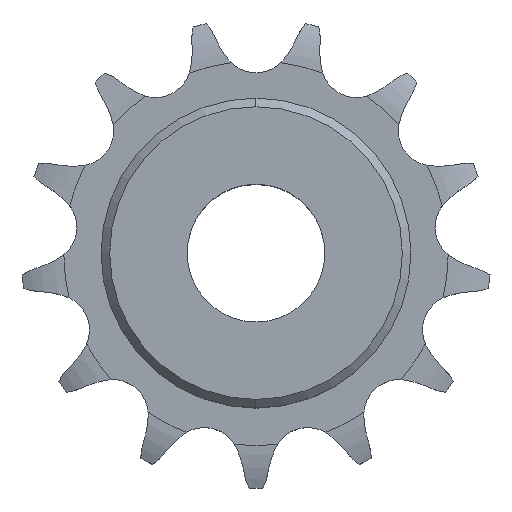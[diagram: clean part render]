
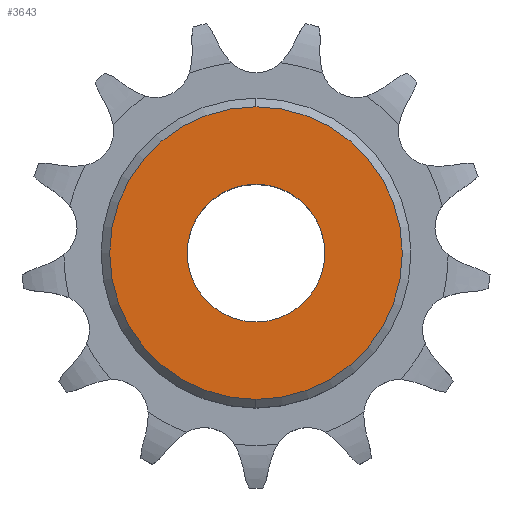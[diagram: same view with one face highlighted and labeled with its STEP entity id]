
A CAD part, top view. The second image highlights one B-rep face of the part: STEP entity #3643.
In plain terms, the highlighted planar face has unit normal (0, 0, 1).
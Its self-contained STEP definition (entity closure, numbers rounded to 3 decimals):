
#167 = DIRECTION ( 'NONE',  ( 0., 0., 1. ) ) ;
#191 = CARTESIAN_POINT ( 'NONE',  ( 0., -8.5, 8.7 ) ) ;
#226 = CIRCLE ( 'NONE', #3758, 8.5 ) ;
#357 = VERTEX_POINT ( 'NONE', #2266 ) ;
#396 = DIRECTION ( 'NONE',  ( 0., 0., 1. ) ) ;
#424 = CARTESIAN_POINT ( 'NONE',  ( 0., 8.5, 8.7 ) ) ;
#441 = DIRECTION ( 'NONE',  ( 1., 0., 0. ) ) ;
#616 = EDGE_LOOP ( 'NONE', ( #1730, #1734 ) ) ;
#807 = PLANE ( 'NONE',  #1600 ) ;
#977 = DIRECTION ( 'NONE',  ( 0., 1., 0. ) ) ;
#1031 = AXIS2_PLACEMENT_3D ( 'NONE', #4069, #1259, #977 ) ;
#1165 = EDGE_CURVE ( 'NONE', #2498, #1623, #226, .T. ) ;
#1259 = DIRECTION ( 'NONE',  ( 0., 0., -1. ) ) ;
#1294 = EDGE_CURVE ( 'NONE', #357, #2134, #2683, .T. ) ;
#1510 = ORIENTED_EDGE ( 'NONE', *, *, #3486, .F. ) ;
#1548 = ORIENTED_EDGE ( 'NONE', *, *, #1294, .F. ) ;
#1600 = AXIS2_PLACEMENT_3D ( 'NONE', #4002, #396, #3299 ) ;
#1623 = VERTEX_POINT ( 'NONE', #191 ) ;
#1730 = ORIENTED_EDGE ( 'NONE', *, *, #1165, .F. ) ;
#1734 = ORIENTED_EDGE ( 'NONE', *, *, #5023, .F. ) ;
#1789 = DIRECTION ( 'NONE',  ( 1., 0., 0. ) ) ;
#1997 = CARTESIAN_POINT ( 'NONE',  ( 0., 0., 8.7 ) ) ;
#2134 = VERTEX_POINT ( 'NONE', #3901 ) ;
#2180 = CARTESIAN_POINT ( 'NONE',  ( 0., 0., 8.7 ) ) ;
#2266 = CARTESIAN_POINT ( 'NONE',  ( 4., 0., 8.7 ) ) ;
#2289 = AXIS2_PLACEMENT_3D ( 'NONE', #2180, #167, #1789 ) ;
#2498 = VERTEX_POINT ( 'NONE', #424 ) ;
#2539 = CIRCLE ( 'NONE', #1031, 8.5 ) ;
#2683 = CIRCLE ( 'NONE', #3677, 4. ) ;
#3290 = DIRECTION ( 'NONE',  ( 0., 0., 1. ) ) ;
#3299 = DIRECTION ( 'NONE',  ( 0., -1., 0. ) ) ;
#3486 = EDGE_CURVE ( 'NONE', #2134, #357, #3612, .T. ) ;
#3612 = CIRCLE ( 'NONE', #2289, 4. ) ;
#3643 = ADVANCED_FACE ( 'NONE', ( #4677, #4119 ), #807, .T. ) ;
#3677 = AXIS2_PLACEMENT_3D ( 'NONE', #1997, #3290, #441 ) ;
#3758 = AXIS2_PLACEMENT_3D ( 'NONE', #3921, #4763, #5149 ) ;
#3860 = EDGE_LOOP ( 'NONE', ( #1510, #1548 ) ) ;
#3901 = CARTESIAN_POINT ( 'NONE',  ( -4., 0., 8.7 ) ) ;
#3921 = CARTESIAN_POINT ( 'NONE',  ( 0., 0., 8.7 ) ) ;
#4002 = CARTESIAN_POINT ( 'NONE',  ( 0., 0., 8.7 ) ) ;
#4069 = CARTESIAN_POINT ( 'NONE',  ( 0., 0., 8.7 ) ) ;
#4119 = FACE_BOUND ( 'NONE', #3860, .T. ) ;
#4677 = FACE_OUTER_BOUND ( 'NONE', #616, .T. ) ;
#4763 = DIRECTION ( 'NONE',  ( 0., 0., -1. ) ) ;
#5023 = EDGE_CURVE ( 'NONE', #1623, #2498, #2539, .T. ) ;
#5149 = DIRECTION ( 'NONE',  ( 0., 1., 0. ) ) ;
